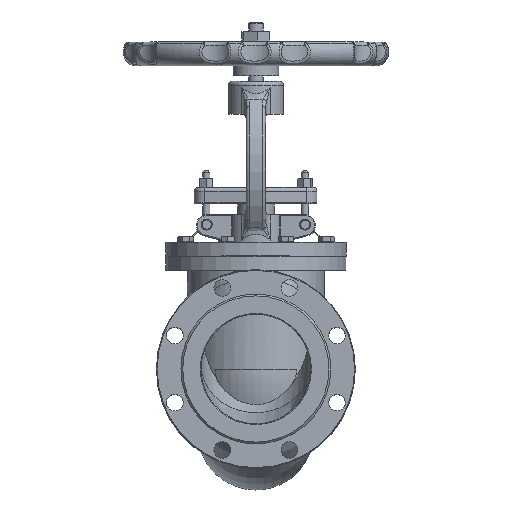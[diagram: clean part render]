
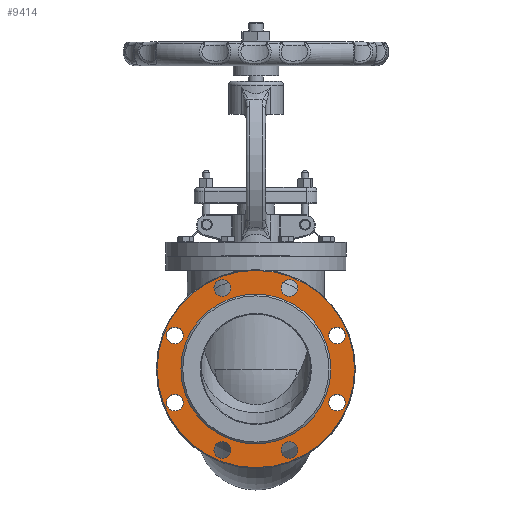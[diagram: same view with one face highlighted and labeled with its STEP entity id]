
A CAD part, top view. The second image highlights one B-rep face of the part: STEP entity #9414.
In plain terms, the highlighted planar face has unit normal (0, 0, 1).
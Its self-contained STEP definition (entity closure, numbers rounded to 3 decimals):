
#260=FACE_BOUND('',#2249,.T.);
#261=FACE_BOUND('',#2250,.T.);
#262=FACE_BOUND('',#2251,.T.);
#263=FACE_BOUND('',#2252,.T.);
#264=FACE_BOUND('',#2253,.T.);
#265=FACE_BOUND('',#2254,.T.);
#266=FACE_BOUND('',#2255,.T.);
#267=FACE_BOUND('',#2256,.T.);
#268=FACE_BOUND('',#2257,.T.);
#1285=PLANE('',#10263);
#1602=FACE_OUTER_BOUND('',#2248,.T.);
#2248=EDGE_LOOP('',(#6636));
#2249=EDGE_LOOP('',(#6637));
#2250=EDGE_LOOP('',(#6638));
#2251=EDGE_LOOP('',(#6639));
#2252=EDGE_LOOP('',(#6640));
#2253=EDGE_LOOP('',(#6641));
#2254=EDGE_LOOP('',(#6642));
#2255=EDGE_LOOP('',(#6643));
#2256=EDGE_LOOP('',(#6644));
#2257=EDGE_LOOP('',(#6645));
#3195=CIRCLE('',#10262,135.);
#3196=CIRCLE('',#10264,102.5);
#3197=CIRCLE('',#10265,11.5);
#3198=CIRCLE('',#10266,11.5);
#3199=CIRCLE('',#10267,11.5);
#3200=CIRCLE('',#10268,11.5);
#3201=CIRCLE('',#10269,11.5);
#3202=CIRCLE('',#10270,11.5);
#3203=CIRCLE('',#10271,11.5);
#3204=CIRCLE('',#10272,11.5);
#3948=VERTEX_POINT('',#17394);
#3949=VERTEX_POINT('',#17398);
#3950=VERTEX_POINT('',#17400);
#3951=VERTEX_POINT('',#17402);
#3952=VERTEX_POINT('',#17404);
#3953=VERTEX_POINT('',#17406);
#3954=VERTEX_POINT('',#17408);
#3955=VERTEX_POINT('',#17410);
#3956=VERTEX_POINT('',#17412);
#3957=VERTEX_POINT('',#17414);
#4905=EDGE_CURVE('',#3948,#3948,#3195,.T.);
#4907=EDGE_CURVE('',#3949,#3949,#3196,.T.);
#4908=EDGE_CURVE('',#3950,#3950,#3197,.T.);
#4909=EDGE_CURVE('',#3951,#3951,#3198,.T.);
#4910=EDGE_CURVE('',#3952,#3952,#3199,.T.);
#4911=EDGE_CURVE('',#3953,#3953,#3200,.T.);
#4912=EDGE_CURVE('',#3954,#3954,#3201,.T.);
#4913=EDGE_CURVE('',#3955,#3955,#3202,.T.);
#4914=EDGE_CURVE('',#3956,#3956,#3203,.T.);
#4915=EDGE_CURVE('',#3957,#3957,#3204,.T.);
#6636=ORIENTED_EDGE('',*,*,#4905,.F.);
#6637=ORIENTED_EDGE('',*,*,#4907,.F.);
#6638=ORIENTED_EDGE('',*,*,#4908,.T.);
#6639=ORIENTED_EDGE('',*,*,#4909,.T.);
#6640=ORIENTED_EDGE('',*,*,#4910,.T.);
#6641=ORIENTED_EDGE('',*,*,#4911,.T.);
#6642=ORIENTED_EDGE('',*,*,#4912,.T.);
#6643=ORIENTED_EDGE('',*,*,#4913,.T.);
#6644=ORIENTED_EDGE('',*,*,#4914,.T.);
#6645=ORIENTED_EDGE('',*,*,#4915,.T.);
#9414=ADVANCED_FACE('',(#1602,#260,#261,#262,#263,#264,#265,#266,#267,#268),
#1285,.T.);
#10262=AXIS2_PLACEMENT_3D('',#17395,#11780,#11781);
#10263=AXIS2_PLACEMENT_3D('',#17397,#11783,#11784);
#10264=AXIS2_PLACEMENT_3D('',#17399,#11785,#11786);
#10265=AXIS2_PLACEMENT_3D('',#17401,#11787,#11788);
#10266=AXIS2_PLACEMENT_3D('',#17403,#11789,#11790);
#10267=AXIS2_PLACEMENT_3D('',#17405,#11791,#11792);
#10268=AXIS2_PLACEMENT_3D('',#17407,#11793,#11794);
#10269=AXIS2_PLACEMENT_3D('',#17409,#11795,#11796);
#10270=AXIS2_PLACEMENT_3D('',#17411,#11797,#11798);
#10271=AXIS2_PLACEMENT_3D('',#17413,#11799,#11800);
#10272=AXIS2_PLACEMENT_3D('',#17415,#11801,#11802);
#11780=DIRECTION('center_axis',(0.,0.,-1.));
#11781=DIRECTION('ref_axis',(-1.,0.,0.));
#11783=DIRECTION('center_axis',(0.,0.,1.));
#11784=DIRECTION('ref_axis',(1.,0.,0.));
#11785=DIRECTION('center_axis',(0.,0.,1.));
#11786=DIRECTION('ref_axis',(-1.,0.,0.));
#11787=DIRECTION('center_axis',(0.,0.,-1.));
#11788=DIRECTION('ref_axis',(-1.,0.,0.));
#11789=DIRECTION('center_axis',(0.,0.,-1.));
#11790=DIRECTION('ref_axis',(-1.,0.,0.));
#11791=DIRECTION('center_axis',(0.,0.,-1.));
#11792=DIRECTION('ref_axis',(-1.,0.,0.));
#11793=DIRECTION('center_axis',(0.,0.,-1.));
#11794=DIRECTION('ref_axis',(-1.,0.,0.));
#11795=DIRECTION('center_axis',(0.,0.,-1.));
#11796=DIRECTION('ref_axis',(-1.,0.,0.));
#11797=DIRECTION('center_axis',(0.,0.,-1.));
#11798=DIRECTION('ref_axis',(-1.,0.,0.));
#11799=DIRECTION('center_axis',(0.,0.,-1.));
#11800=DIRECTION('ref_axis',(-1.,0.,0.));
#11801=DIRECTION('center_axis',(0.,0.,-1.));
#11802=DIRECTION('ref_axis',(-1.,0.,0.));
#17394=CARTESIAN_POINT('',(135.,0.,25.));
#17395=CARTESIAN_POINT('Origin',(0.,0.,25.));
#17397=CARTESIAN_POINT('Origin',(0.,0.,25.));
#17398=CARTESIAN_POINT('',(102.5,0.,25.));
#17399=CARTESIAN_POINT('Origin',(0.,0.,25.));
#17400=CARTESIAN_POINT('',(122.366,-45.922,25.));
#17401=CARTESIAN_POINT('Origin',(110.866,-45.922,25.));
#17402=CARTESIAN_POINT('',(122.366,45.922,25.));
#17403=CARTESIAN_POINT('Origin',(110.866,45.922,25.));
#17404=CARTESIAN_POINT('',(57.422,110.866,25.));
#17405=CARTESIAN_POINT('Origin',(45.922,110.866,25.));
#17406=CARTESIAN_POINT('',(-34.422,110.866,25.));
#17407=CARTESIAN_POINT('Origin',(-45.922,110.866,25.));
#17408=CARTESIAN_POINT('',(-99.366,45.922,25.));
#17409=CARTESIAN_POINT('Origin',(-110.866,45.922,25.));
#17410=CARTESIAN_POINT('',(-99.366,-45.922,25.));
#17411=CARTESIAN_POINT('Origin',(-110.866,-45.922,25.));
#17412=CARTESIAN_POINT('',(-34.422,-110.866,25.));
#17413=CARTESIAN_POINT('Origin',(-45.922,-110.866,25.));
#17414=CARTESIAN_POINT('',(57.422,-110.866,25.));
#17415=CARTESIAN_POINT('Origin',(45.922,-110.866,25.));
